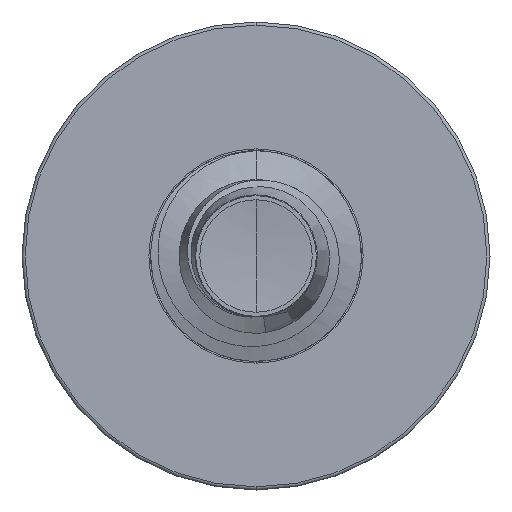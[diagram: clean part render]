
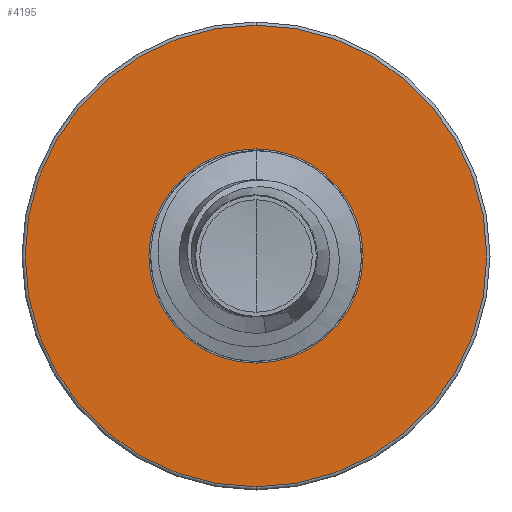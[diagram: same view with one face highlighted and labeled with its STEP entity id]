
A CAD part, front view. The second image highlights one B-rep face of the part: STEP entity #4195.
In plain terms, the highlighted planar face has unit normal (0, -1, 0).
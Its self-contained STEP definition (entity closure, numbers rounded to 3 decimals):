
#134 = FACE_OUTER_BOUND ( 'NONE', #6123, .T. ) ;
#246 = AXIS2_PLACEMENT_3D ( 'NONE', #4004, #3017, #3042 ) ;
#400 = VERTEX_POINT ( 'NONE', #5295 ) ;
#416 = PLANE ( 'NONE',  #6616 ) ;
#724 = ORIENTED_EDGE ( 'NONE', *, *, #6388, .F. ) ;
#1003 = CARTESIAN_POINT ( 'NONE',  ( 0., 2., -0.916 ) ) ;
#1530 = AXIS2_PLACEMENT_3D ( 'NONE', #5757, #2194, #6355 ) ;
#1609 = ORIENTED_EDGE ( 'NONE', *, *, #5186, .F. ) ;
#1711 = FACE_BOUND ( 'NONE', #5685, .T. ) ;
#2005 = CIRCLE ( 'NONE', #6340, 0.916 ) ;
#2062 = DIRECTION ( 'NONE',  ( 0., 1., 0. ) ) ;
#2194 = DIRECTION ( 'NONE',  ( 0., 1., 0. ) ) ;
#2653 = CIRCLE ( 'NONE', #246, 0.916 ) ;
#2800 = EDGE_CURVE ( 'NONE', #4802, #400, #2005, .T. ) ;
#2953 = CARTESIAN_POINT ( 'NONE',  ( 0., 2., 0. ) ) ;
#3010 = DIRECTION ( 'NONE',  ( 0., 0., 1. ) ) ;
#3017 = DIRECTION ( 'NONE',  ( 0., 1., 0. ) ) ;
#3042 = DIRECTION ( 'NONE',  ( 0., 0., 1. ) ) ;
#3044 = DIRECTION ( 'NONE',  ( 0., 1., 0. ) ) ;
#3289 = DIRECTION ( 'NONE',  ( 0., 1., 0. ) ) ;
#3518 = EDGE_CURVE ( 'NONE', #400, #4802, #2653, .T. ) ;
#3711 = VERTEX_POINT ( 'NONE', #4890 ) ;
#3854 = CARTESIAN_POINT ( 'NONE',  ( 0., 2., 0.916 ) ) ;
#4004 = CARTESIAN_POINT ( 'NONE',  ( 0., 2., 0. ) ) ;
#4180 = ORIENTED_EDGE ( 'NONE', *, *, #2800, .T. ) ;
#4195 = ADVANCED_FACE ( 'NONE', ( #134, #1711 ), #416, .F. ) ;
#4802 = VERTEX_POINT ( 'NONE', #3854 ) ;
#4890 = CARTESIAN_POINT ( 'NONE',  ( 0., 2., 1.973 ) ) ;
#5161 = DIRECTION ( 'NONE',  ( 0., 0., 1. ) ) ;
#5186 = EDGE_CURVE ( 'NONE', #3711, #7704, #6257, .T. ) ;
#5260 = ORIENTED_EDGE ( 'NONE', *, *, #3518, .T. ) ;
#5295 = CARTESIAN_POINT ( 'NONE',  ( 0., 2., -0.916 ) ) ;
#5631 = CARTESIAN_POINT ( 'NONE',  ( 0., 2., 0. ) ) ;
#5685 = EDGE_LOOP ( 'NONE', ( #4180, #5260 ) ) ;
#5757 = CARTESIAN_POINT ( 'NONE',  ( 0., 2., 0. ) ) ;
#5766 = AXIS2_PLACEMENT_3D ( 'NONE', #5631, #2062, #6226 ) ;
#6123 = EDGE_LOOP ( 'NONE', ( #1609, #724 ) ) ;
#6138 = CARTESIAN_POINT ( 'NONE',  ( 0., 2., -1.973 ) ) ;
#6226 = DIRECTION ( 'NONE',  ( 0., 0., 1. ) ) ;
#6257 = CIRCLE ( 'NONE', #1530, 1.973 ) ;
#6340 = AXIS2_PLACEMENT_3D ( 'NONE', #2953, #3044, #3010 ) ;
#6355 = DIRECTION ( 'NONE',  ( 0., 0., 1. ) ) ;
#6388 = EDGE_CURVE ( 'NONE', #7704, #3711, #7550, .T. ) ;
#6616 = AXIS2_PLACEMENT_3D ( 'NONE', #1003, #3289, #5161 ) ;
#7550 = CIRCLE ( 'NONE', #5766, 1.973 ) ;
#7704 = VERTEX_POINT ( 'NONE', #6138 ) ;
